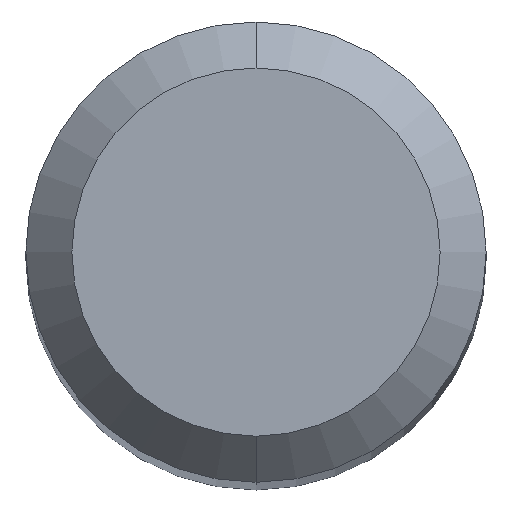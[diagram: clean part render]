
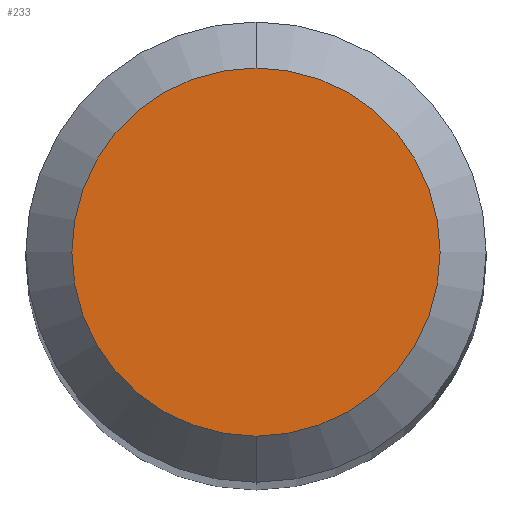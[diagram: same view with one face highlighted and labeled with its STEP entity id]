
A CAD part, top view. The second image highlights one B-rep face of the part: STEP entity #233.
In plain terms, the highlighted planar face has unit normal (0, 0, 1).
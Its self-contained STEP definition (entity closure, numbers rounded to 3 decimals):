
#227=EDGE_CURVE('',#301,#287,#540,.T.);
#233=ADVANCED_FACE('',(#546),#547,.T.);
#287=VERTEX_POINT('',#608);
#301=VERTEX_POINT('',#622);
#431=EDGE_CURVE('',#287,#301,#766,.T.);
#540=CIRCLE('',#928,1.2);
#546=FACE_OUTER_BOUND('',#938,.T.);
#547=PLANE('',#939);
#608=CARTESIAN_POINT('',(0.,-1.2,0.0));
#622=CARTESIAN_POINT('',(0.0,1.2,0.0));
#766=CIRCLE('',#1365,1.2);
#928=AXIS2_PLACEMENT_3D('',#1509,#1510,#1511);
#938=EDGE_LOOP('',(#1515,#1516));
#939=AXIS2_PLACEMENT_3D('',#1517,#1518,#1519);
#1365=AXIS2_PLACEMENT_3D('',#1778,#1779,#1780);
#1509=CARTESIAN_POINT('',(0.0,0.0,0.0));
#1510=DIRECTION('',(0.0,0.0,-1.0));
#1511=DIRECTION('',(0.0,1.0,0.0));
#1515=ORIENTED_EDGE('',*,*,#227,.F.);
#1516=ORIENTED_EDGE('',*,*,#431,.F.);
#1517=CARTESIAN_POINT('',(0.0,0.6,0.0));
#1518=DIRECTION('',(-0.0,0.0,1.0));
#1519=DIRECTION('',(0.0,-1.0,0.0));
#1778=CARTESIAN_POINT('',(0.0,0.0,0.0));
#1779=DIRECTION('',(0.0,0.0,-1.0));
#1780=DIRECTION('',(0.0,1.0,0.0));
